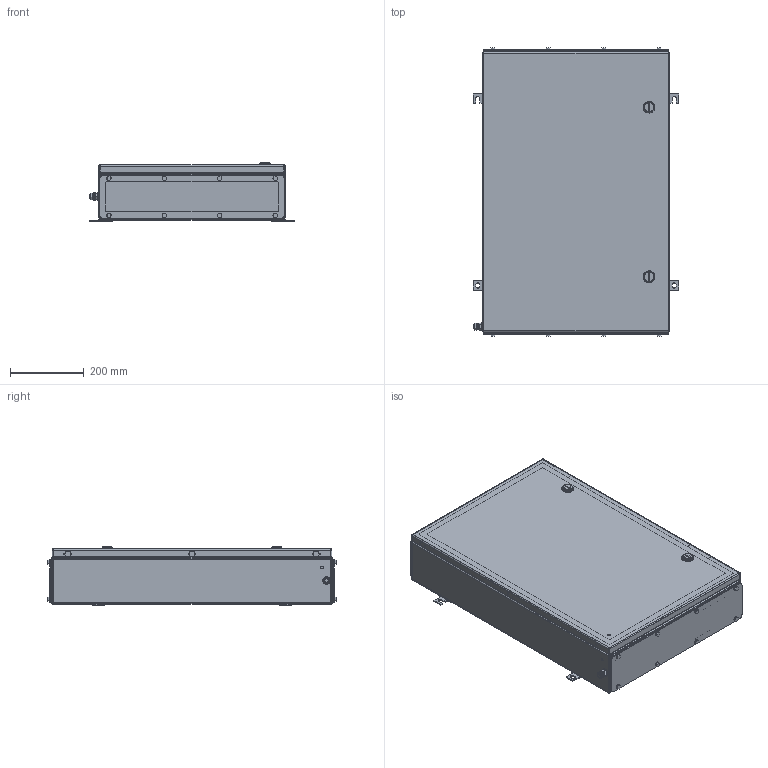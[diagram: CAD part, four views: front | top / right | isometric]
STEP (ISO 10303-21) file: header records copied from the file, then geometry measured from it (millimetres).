
FILE_DESCRIPTION(('CATIA V5 STEP Exchange','CAx-IF Rec.Pracs.--- Model Styling and Organization---1.4--- 2014-01-23'),'2;1');
FILE_NAME ('008851-8_3_1200790000_1200790000.stp','2019-09-23T09:37:29+00:00',('none'),('Weidmueller'),'CATIA Version 5-6 Release 2016 SP3 HF44','CATIA V5 STEP AP214','none');
FILE_SCHEMA(('AUTOMOTIVE_DESIGN { 1 0 10303 214 1 1 1 1 }'));
Length unit declared in the file: millimetre
Products named in the file (1): ZUB_KTB_QL_765015_2GP
Bounding box: 559 x 784 x 159.8 mm (x, y, z)
Volume: 2489295.9 mm3; surface area: 2879184.9 mm2
Topology: 92 solids, 94 shells, 1796 faces, 4130 edges, 2589 vertices
Faces by surface type: plane 810, cylinder 754, cone 178, sphere 24, torus 22, bspline 8
Entity records: 48110 total; most frequent: CARTESIAN_POINT 9830, ORIENTED_EDGE 8104, DIRECTION 6491, EDGE_CURVE 4052, AXIS2_PLACEMENT_3D 2845, VERTEX_POINT 2589, VECTOR 2304, LINE 2304
